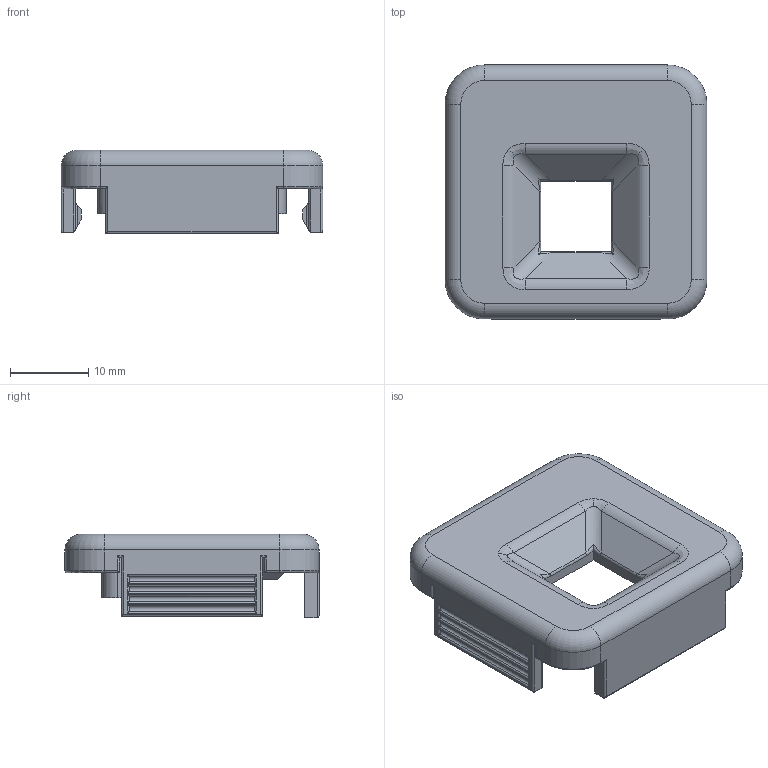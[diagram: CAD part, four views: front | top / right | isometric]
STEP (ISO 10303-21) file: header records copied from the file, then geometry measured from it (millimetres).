
FILE_DESCRIPTION (( 'STEP AP203' ), '1' );
FILE_NAME ('raspiCamCover_NoLense.STEP', '2018-12-03T00:03:21', ( '' ), ( '' ), 'SwSTEP 2.0', 'SolidWorks 2017', '' );
FILE_SCHEMA (( 'CONFIG_CONTROL_DESIGN' ));
Length unit declared in the file: millimetre
Products named in the file (1): raspiCamCover_NoLense
Bounding box: 33.4 x 32.4 x 10.65 mm (x, y, z)
Volume: 4352.9 mm3; surface area: 3874 mm2
Topology: 1 solids, 1 shells, 217 faces, 552 edges, 348 vertices
Faces by surface type: cylinder 110, plane 77, bspline 18, torus 12
Entity records: 6771 total; most frequent: CARTESIAN_POINT 1862, ORIENTED_EDGE 1104, DIRECTION 898, EDGE_CURVE 552, VERTEX_POINT 348, AXIS2_PLACEMENT_3D 308, LINE 282, VECTOR 282
